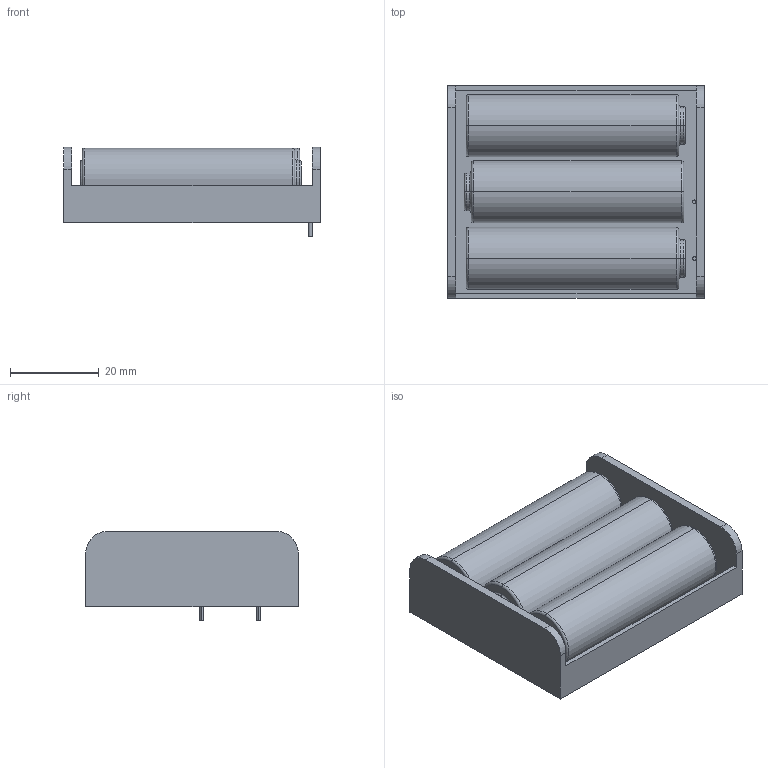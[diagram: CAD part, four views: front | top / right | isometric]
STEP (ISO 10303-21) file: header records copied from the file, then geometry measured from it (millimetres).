
FILE_DESCRIPTION (( 'STEP AP214' ), '1' );
FILE_NAME ('battery_holder_3xAA.STEP', '2023-11-02T22:41:44', ( '' ), ( '' ), 'SwSTEP 2.0', 'SolidWorks 2023', '' );
FILE_SCHEMA (( 'AUTOMOTIVE_DESIGN' ));
Length unit declared in the file: millimetre
Products named in the file (1): battery_holder_3xAA
Bounding box: 58 x 48 x 20.2 mm (x, y, z)
Volume: 33158.2 mm3; surface area: 17452.8 mm2
Topology: 6 solids, 6 shells, 83 faces, 176 edges, 108 vertices
Faces by surface type: cylinder 28, plane 27, torus 24, cone 4
Entity records: 2756 total; most frequent: DIRECTION 452, CARTESIAN_POINT 368, ORIENTED_EDGE 352, AXIS2_PLACEMENT_3D 192, EDGE_CURVE 176, CIRCLE 108, VERTEX_POINT 108, EDGE_LOOP 94
